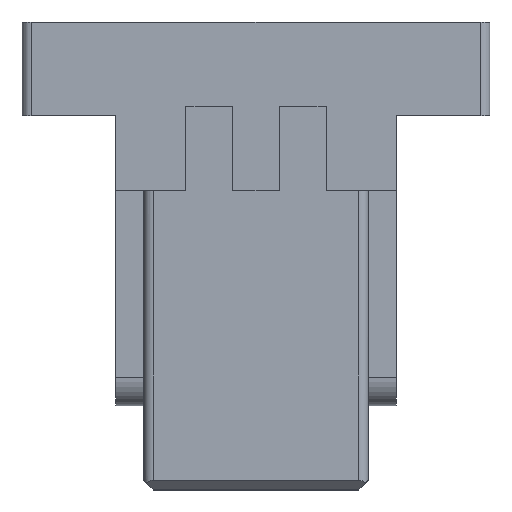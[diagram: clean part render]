
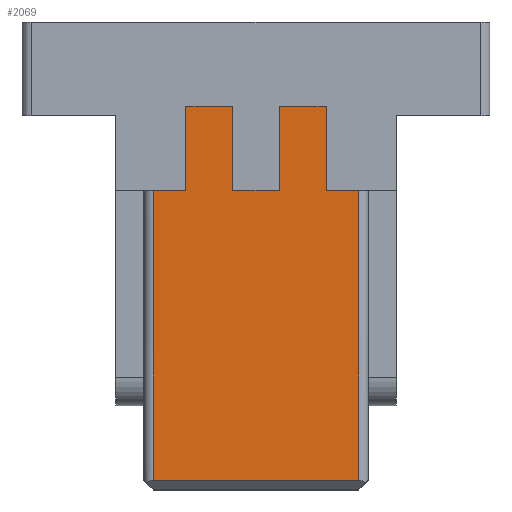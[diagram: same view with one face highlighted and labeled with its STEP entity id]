
A CAD part, top view. The second image highlights one B-rep face of the part: STEP entity #2069.
In plain terms, the highlighted planar face has unit normal (0, 0, 1).
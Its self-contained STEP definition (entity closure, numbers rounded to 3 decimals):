
#53=CARTESIAN_POINT('',(1.1,0.1,1.));
#143=DIRECTION('',(1.,0.,0.));
#144=VECTOR('',#143,0.5);
#145=CARTESIAN_POINT('',(-0.25,3.2,1.));
#146=LINE('',#145,#144);
#159=DIRECTION('',(1.,0.,0.));
#160=VECTOR('',#159,0.35);
#161=CARTESIAN_POINT('',(0.75,3.2,1.));
#162=LINE('',#161,#160);
#175=DIRECTION('',(1.,0.,0.));
#176=VECTOR('',#175,0.35);
#177=CARTESIAN_POINT('',(-1.1,3.2,1.));
#178=LINE('',#177,#176);
#229=DIRECTION('',(0.,-1.,0.));
#230=VECTOR('',#229,3.1);
#231=CARTESIAN_POINT('',(1.1,3.2,1.));
#232=LINE('',#231,#230);
#233=DIRECTION('',(-1.,0.,0.));
#234=VECTOR('',#233,2.2);
#235=CARTESIAN_POINT('',(1.1,0.1,1.));
#236=LINE('',#235,#234);
#237=DIRECTION('',(0.,1.,0.));
#238=VECTOR('',#237,3.1);
#239=CARTESIAN_POINT('',(-1.1,0.1,1.));
#240=LINE('',#239,#238);
#241=DIRECTION('',(0.,-1.,0.));
#242=VECTOR('',#241,0.9);
#243=CARTESIAN_POINT('',(-0.75,4.1,1.));
#244=LINE('',#243,#242);
#245=DIRECTION('',(-1.,0.,0.));
#246=VECTOR('',#245,0.5);
#247=CARTESIAN_POINT('',(-0.25,4.1,1.));
#248=LINE('',#247,#246);
#249=DIRECTION('',(0.,1.,0.));
#250=VECTOR('',#249,0.9);
#251=CARTESIAN_POINT('',(-0.25,3.2,1.));
#252=LINE('',#251,#250);
#253=DIRECTION('',(0.,-1.,0.));
#254=VECTOR('',#253,0.9);
#255=CARTESIAN_POINT('',(0.25,4.1,1.));
#256=LINE('',#255,#254);
#257=DIRECTION('',(-1.,0.,0.));
#258=VECTOR('',#257,0.5);
#259=CARTESIAN_POINT('',(0.75,4.1,1.));
#260=LINE('',#259,#258);
#261=DIRECTION('',(0.,1.,0.));
#262=VECTOR('',#261,0.9);
#263=CARTESIAN_POINT('',(0.75,3.2,1.));
#264=LINE('',#263,#262);
#1625=CARTESIAN_POINT('',(-0.25,4.1,1.));
#1626=CARTESIAN_POINT('',(-0.75,4.1,1.));
#1627=VERTEX_POINT('',#1625);
#1628=VERTEX_POINT('',#1626);
#1637=CARTESIAN_POINT('',(-0.25,3.2,1.));
#1638=VERTEX_POINT('',#1637);
#1639=CARTESIAN_POINT('',(-0.75,3.2,1.));
#1640=VERTEX_POINT('',#1639);
#1641=CARTESIAN_POINT('',(0.75,4.1,1.));
#1642=CARTESIAN_POINT('',(0.25,4.1,1.));
#1643=VERTEX_POINT('',#1641);
#1644=VERTEX_POINT('',#1642);
#1653=CARTESIAN_POINT('',(0.75,3.2,1.));
#1654=VERTEX_POINT('',#1653);
#1655=CARTESIAN_POINT('',(0.25,3.2,1.));
#1656=VERTEX_POINT('',#1655);
#1707=VERTEX_POINT('',#53);
#1708=CARTESIAN_POINT('',(1.1,3.2,1.));
#1709=VERTEX_POINT('',#1708);
#1712=CARTESIAN_POINT('',(-1.1,0.1,1.));
#1713=CARTESIAN_POINT('',(-1.1,3.2,1.));
#1714=VERTEX_POINT('',#1712);
#1715=VERTEX_POINT('',#1713);
#2044=CARTESIAN_POINT('',(-7.,0.,1.));
#2045=DIRECTION('',(0.,0.,-1.));
#2046=DIRECTION('',(1.,0.,0.));
#2047=AXIS2_PLACEMENT_3D('',#2044,#2045,#2046);
#2048=PLANE('',#2047);
#2049=ORIENTED_EDGE('',*,*,#1862,.T.);
#2050=ORIENTED_EDGE('',*,*,#1849,.T.);
#2051=ORIENTED_EDGE('',*,*,#2034,.T.);
#2052=ORIENTED_EDGE('',*,*,#1986,.T.);
#2054=ORIENTED_EDGE('',*,*,#2053,.F.);
#2056=ORIENTED_EDGE('',*,*,#2055,.F.);
#2058=ORIENTED_EDGE('',*,*,#2057,.F.);
#2059=ORIENTED_EDGE('',*,*,#1952,.T.);
#2061=ORIENTED_EDGE('',*,*,#2060,.F.);
#2063=ORIENTED_EDGE('',*,*,#2062,.F.);
#2065=ORIENTED_EDGE('',*,*,#2064,.F.);
#2066=ORIENTED_EDGE('',*,*,#1968,.T.);
#2067=EDGE_LOOP('',(#2049,#2050,#2051,#2052,#2054,#2056,#2058,#2059,#2061,#2063,
#2065,#2066));
#2068=FACE_OUTER_BOUND('',#2067,.F.);
#1849=EDGE_CURVE('',#1707,#1714,#236,.T.);
#1862=EDGE_CURVE('',#1709,#1707,#232,.T.);
#1952=EDGE_CURVE('',#1638,#1656,#146,.T.);
#1968=EDGE_CURVE('',#1654,#1709,#162,.T.);
#1986=EDGE_CURVE('',#1715,#1640,#178,.T.);
#2034=EDGE_CURVE('',#1714,#1715,#240,.T.);
#2053=EDGE_CURVE('',#1628,#1640,#244,.T.);
#2055=EDGE_CURVE('',#1627,#1628,#248,.T.);
#2057=EDGE_CURVE('',#1638,#1627,#252,.T.);
#2060=EDGE_CURVE('',#1644,#1656,#256,.T.);
#2062=EDGE_CURVE('',#1643,#1644,#260,.T.);
#2064=EDGE_CURVE('',#1654,#1643,#264,.T.);
#2069=ADVANCED_FACE('',(#2068),#2048,.F.);
